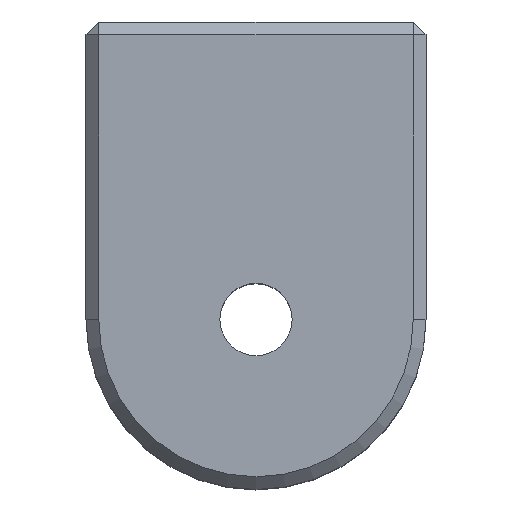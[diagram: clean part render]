
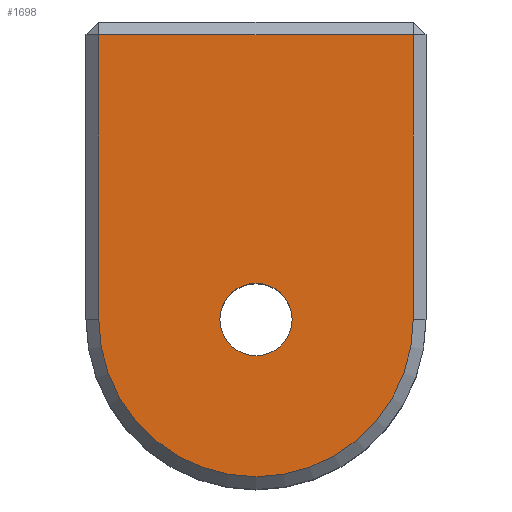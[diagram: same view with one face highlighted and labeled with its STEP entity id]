
A CAD part, top view. The second image highlights one B-rep face of the part: STEP entity #1698.
In plain terms, the highlighted planar face has unit normal (0, 0, 1).
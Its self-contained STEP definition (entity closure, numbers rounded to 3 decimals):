
#128 = PLANE('',#129);
#129 = AXIS2_PLACEMENT_3D('',#130,#131,#132);
#130 = CARTESIAN_POINT('',(-7.7,14.,3.7));
#131 = DIRECTION('',(0.707,0.,-0.707));
#132 = DIRECTION('',(0.,1.,0.));
#785 = VERTEX_POINT('',#786);
#786 = CARTESIAN_POINT('',(-7.4,13.4,4.));
#809 = VERTEX_POINT('',#810);
#810 = CARTESIAN_POINT('',(-7.4,0.,4.));
#823 = CONICAL_SURFACE('',#824,8.,0.785);
#824 = AXIS2_PLACEMENT_3D('',#825,#826,#827);
#825 = CARTESIAN_POINT('',(0.,0.,3.4));
#826 = DIRECTION('',(-0.,-0.,-1.));
#827 = DIRECTION('',(-1.,0.,0.));
#834 = EDGE_CURVE('',#785,#809,#835,.T.);
#835 = SURFACE_CURVE('',#836,(#840,#847),.PCURVE_S1.);
#836 = LINE('',#837,#838);
#837 = CARTESIAN_POINT('',(-7.4,14.,4.));
#838 = VECTOR('',#839,1.);
#839 = DIRECTION('',(-0.,-1.,-0.));
#840 = PCURVE('',#128,#841);
#841 = DEFINITIONAL_REPRESENTATION('',(#842),#846);
#842 = LINE('',#843,#844);
#843 = CARTESIAN_POINT('',(-0.,0.424));
#844 = VECTOR('',#845,1.);
#845 = DIRECTION('',(-1.,0.));
#846 = ( GEOMETRIC_REPRESENTATION_CONTEXT(2) 
PARAMETRIC_REPRESENTATION_CONTEXT() REPRESENTATION_CONTEXT('2D SPACE',''
  ) );
#847 = PCURVE('',#848,#853);
#848 = PLANE('',#849);
#849 = AXIS2_PLACEMENT_3D('',#850,#851,#852);
#850 = CARTESIAN_POINT('',(0.,4.546,4.));
#851 = DIRECTION('',(0.,0.,1.));
#852 = DIRECTION('',(1.,0.,0.));
#853 = DEFINITIONAL_REPRESENTATION('',(#854),#858);
#854 = LINE('',#855,#856);
#855 = CARTESIAN_POINT('',(-7.4,9.454));
#856 = VECTOR('',#857,1.);
#857 = DIRECTION('',(-0.,-1.));
#858 = ( GEOMETRIC_REPRESENTATION_CONTEXT(2) 
PARAMETRIC_REPRESENTATION_CONTEXT() REPRESENTATION_CONTEXT('2D SPACE',''
  ) );
#927 = CYLINDRICAL_SURFACE('',#928,1.7);
#928 = AXIS2_PLACEMENT_3D('',#929,#930,#931);
#929 = CARTESIAN_POINT('',(0.,0.,-11.));
#930 = DIRECTION('',(0.,0.,1.));
#931 = DIRECTION('',(1.,0.,0.));
#1114 = PLANE('',#1115);
#1115 = AXIS2_PLACEMENT_3D('',#1116,#1117,#1118);
#1116 = CARTESIAN_POINT('',(7.7,0.,3.7));
#1117 = DIRECTION('',(0.707,0.,0.707));
#1118 = DIRECTION('',(0.,1.,0.));
#1285 = PLANE('',#1286);
#1286 = AXIS2_PLACEMENT_3D('',#1287,#1288,#1289);
#1287 = CARTESIAN_POINT('',(-8.,13.7,3.7));
#1288 = DIRECTION('',(0.,0.707,0.707));
#1289 = DIRECTION('',(1.,0.,0.));
#1698 = ADVANCED_FACE('',(#1699,#1770),#848,.T.);
#1699 = FACE_BOUND('',#1700,.T.);
#1700 = EDGE_LOOP('',(#1701,#1702,#1726,#1749));
#1701 = ORIENTED_EDGE('',*,*,#834,.T.);
#1702 = ORIENTED_EDGE('',*,*,#1703,.T.);
#1703 = EDGE_CURVE('',#809,#1704,#1706,.T.);
#1704 = VERTEX_POINT('',#1705);
#1705 = CARTESIAN_POINT('',(7.4,0.,4.));
#1706 = SURFACE_CURVE('',#1707,(#1712,#1719),.PCURVE_S1.);
#1707 = CIRCLE('',#1708,7.4);
#1708 = AXIS2_PLACEMENT_3D('',#1709,#1710,#1711);
#1709 = CARTESIAN_POINT('',(0.,0.,4.));
#1710 = DIRECTION('',(0.,0.,1.));
#1711 = DIRECTION('',(-1.,0.,0.));
#1712 = PCURVE('',#848,#1713);
#1713 = DEFINITIONAL_REPRESENTATION('',(#1714),#1718);
#1714 = CIRCLE('',#1715,7.4);
#1715 = AXIS2_PLACEMENT_2D('',#1716,#1717);
#1716 = CARTESIAN_POINT('',(0.,-4.546));
#1717 = DIRECTION('',(-1.,0.));
#1718 = ( GEOMETRIC_REPRESENTATION_CONTEXT(2) 
PARAMETRIC_REPRESENTATION_CONTEXT() REPRESENTATION_CONTEXT('2D SPACE',''
  ) );
#1719 = PCURVE('',#823,#1720);
#1720 = DEFINITIONAL_REPRESENTATION('',(#1721),#1725);
#1721 = LINE('',#1722,#1723);
#1722 = CARTESIAN_POINT('',(-0.,-0.6));
#1723 = VECTOR('',#1724,1.);
#1724 = DIRECTION('',(-1.,-0.));
#1725 = ( GEOMETRIC_REPRESENTATION_CONTEXT(2) 
PARAMETRIC_REPRESENTATION_CONTEXT() REPRESENTATION_CONTEXT('2D SPACE',''
  ) );
#1726 = ORIENTED_EDGE('',*,*,#1727,.T.);
#1727 = EDGE_CURVE('',#1704,#1728,#1730,.T.);
#1728 = VERTEX_POINT('',#1729);
#1729 = CARTESIAN_POINT('',(7.4,13.4,4.));
#1730 = SURFACE_CURVE('',#1731,(#1735,#1742),.PCURVE_S1.);
#1731 = LINE('',#1732,#1733);
#1732 = CARTESIAN_POINT('',(7.4,0.,4.));
#1733 = VECTOR('',#1734,1.);
#1734 = DIRECTION('',(0.,1.,0.));
#1735 = PCURVE('',#848,#1736);
#1736 = DEFINITIONAL_REPRESENTATION('',(#1737),#1741);
#1737 = LINE('',#1738,#1739);
#1738 = CARTESIAN_POINT('',(7.4,-4.546));
#1739 = VECTOR('',#1740,1.);
#1740 = DIRECTION('',(0.,1.));
#1741 = ( GEOMETRIC_REPRESENTATION_CONTEXT(2) 
PARAMETRIC_REPRESENTATION_CONTEXT() REPRESENTATION_CONTEXT('2D SPACE',''
  ) );
#1742 = PCURVE('',#1114,#1743);
#1743 = DEFINITIONAL_REPRESENTATION('',(#1744),#1748);
#1744 = LINE('',#1745,#1746);
#1745 = CARTESIAN_POINT('',(0.,0.424));
#1746 = VECTOR('',#1747,1.);
#1747 = DIRECTION('',(1.,0.));
#1748 = ( GEOMETRIC_REPRESENTATION_CONTEXT(2) 
PARAMETRIC_REPRESENTATION_CONTEXT() REPRESENTATION_CONTEXT('2D SPACE',''
  ) );
#1749 = ORIENTED_EDGE('',*,*,#1750,.F.);
#1750 = EDGE_CURVE('',#785,#1728,#1751,.T.);
#1751 = SURFACE_CURVE('',#1752,(#1756,#1763),.PCURVE_S1.);
#1752 = LINE('',#1753,#1754);
#1753 = CARTESIAN_POINT('',(-8.,13.4,4.));
#1754 = VECTOR('',#1755,1.);
#1755 = DIRECTION('',(1.,0.,0.));
#1756 = PCURVE('',#848,#1757);
#1757 = DEFINITIONAL_REPRESENTATION('',(#1758),#1762);
#1758 = LINE('',#1759,#1760);
#1759 = CARTESIAN_POINT('',(-8.,8.854));
#1760 = VECTOR('',#1761,1.);
#1761 = DIRECTION('',(1.,0.));
#1762 = ( GEOMETRIC_REPRESENTATION_CONTEXT(2) 
PARAMETRIC_REPRESENTATION_CONTEXT() REPRESENTATION_CONTEXT('2D SPACE',''
  ) );
#1763 = PCURVE('',#1285,#1764);
#1764 = DEFINITIONAL_REPRESENTATION('',(#1765),#1769);
#1765 = LINE('',#1766,#1767);
#1766 = CARTESIAN_POINT('',(0.,-0.424));
#1767 = VECTOR('',#1768,1.);
#1768 = DIRECTION('',(1.,0.));
#1769 = ( GEOMETRIC_REPRESENTATION_CONTEXT(2) 
PARAMETRIC_REPRESENTATION_CONTEXT() REPRESENTATION_CONTEXT('2D SPACE',''
  ) );
#1770 = FACE_BOUND('',#1771,.T.);
#1771 = EDGE_LOOP('',(#1772));
#1772 = ORIENTED_EDGE('',*,*,#1773,.F.);
#1773 = EDGE_CURVE('',#1774,#1774,#1776,.T.);
#1774 = VERTEX_POINT('',#1775);
#1775 = CARTESIAN_POINT('',(1.7,0.,4.));
#1776 = SURFACE_CURVE('',#1777,(#1782,#1789),.PCURVE_S1.);
#1777 = CIRCLE('',#1778,1.7);
#1778 = AXIS2_PLACEMENT_3D('',#1779,#1780,#1781);
#1779 = CARTESIAN_POINT('',(0.,0.,4.));
#1780 = DIRECTION('',(0.,0.,1.));
#1781 = DIRECTION('',(1.,0.,0.));
#1782 = PCURVE('',#848,#1783);
#1783 = DEFINITIONAL_REPRESENTATION('',(#1784),#1788);
#1784 = CIRCLE('',#1785,1.7);
#1785 = AXIS2_PLACEMENT_2D('',#1786,#1787);
#1786 = CARTESIAN_POINT('',(0.,-4.546));
#1787 = DIRECTION('',(1.,0.));
#1788 = ( GEOMETRIC_REPRESENTATION_CONTEXT(2) 
PARAMETRIC_REPRESENTATION_CONTEXT() REPRESENTATION_CONTEXT('2D SPACE',''
  ) );
#1789 = PCURVE('',#927,#1790);
#1790 = DEFINITIONAL_REPRESENTATION('',(#1791),#1795);
#1791 = LINE('',#1792,#1793);
#1792 = CARTESIAN_POINT('',(0.,15.));
#1793 = VECTOR('',#1794,1.);
#1794 = DIRECTION('',(1.,0.));
#1795 = ( GEOMETRIC_REPRESENTATION_CONTEXT(2) 
PARAMETRIC_REPRESENTATION_CONTEXT() REPRESENTATION_CONTEXT('2D SPACE',''
  ) );
